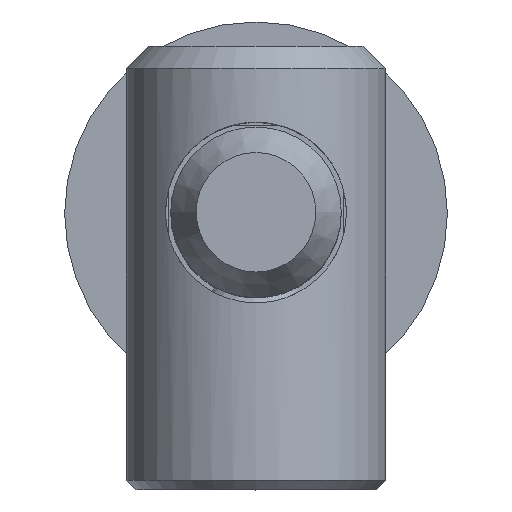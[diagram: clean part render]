
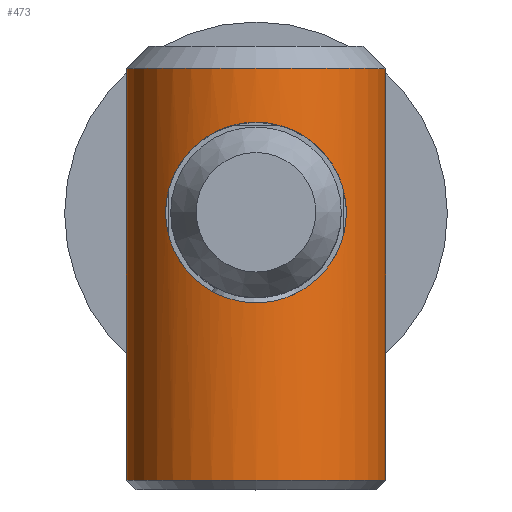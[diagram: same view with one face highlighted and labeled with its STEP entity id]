
A CAD part, top view. The second image highlights one B-rep face of the part: STEP entity #473.
In plain terms, the highlighted cylindrical face has radius 5.85 mm (diameter 11.7 mm), a full revolution.
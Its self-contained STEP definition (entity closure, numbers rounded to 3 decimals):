
#37=CYLINDRICAL_SURFACE($,#527,5.85);
#64=FACE_BOUND($,#218,.T.);
#65=FACE_BOUND($,#219,.T.);
#66=FACE_BOUND($,#220,.T.);
#67=FACE_BOUND($,#221,.T.);
#131=CIRCLE($,#523,5.85);
#133=CIRCLE($,#526,5.85);
#218=EDGE_LOOP($,(#396));
#219=EDGE_LOOP($,(#397));
#220=EDGE_LOOP($,(#398));
#221=EDGE_LOOP($,(#399));
#242=B_SPLINE_CURVE_WITH_KNOTS($,3,(#868,#869,#870,#871,#872,#873,#874,
#875,#876,#877,#878,#879,#880,#881,#882,#883,#884,#885,#886,#887,#888,#889,
#890,#891,#892,#893,#894,#895,#896,#897,#898,#899,#900,#901),
 .UNSPECIFIED.,.T.,.F.,(4,2,2,2,2,2,2,2,2,2,2,2,2,2,2,2,4),(0.,0.162,
0.324,0.483,0.643,0.802,
0.962,1.124,1.286,1.447,1.609,
1.769,1.928,2.088,2.248,2.409,
2.571),.UNSPECIFIED.);
#243=B_SPLINE_CURVE_WITH_KNOTS($,3,(#903,#904,#905,#906,#907,#908,#909,
#910,#911,#912,#913,#914,#915,#916,#917,#918,#919,#920,#921,#922,#923,#924,
#925,#926,#927,#928,#929,#930,#931,#932,#933,#934,#935,#936),
 .UNSPECIFIED.,.T.,.F.,(4,2,2,2,2,2,2,2,2,2,2,2,2,2,2,2,4),(0.,0.162,
0.324,0.483,0.643,0.802,
0.962,1.124,1.286,1.447,1.609,
1.769,1.928,2.088,2.248,2.409,
2.571),.UNSPECIFIED.);
#265=VERTEX_POINT($,#867);
#266=VERTEX_POINT($,#902);
#267=VERTEX_POINT($,#938);
#269=VERTEX_POINT($,#943);
#312=EDGE_CURVE($,#265,#265,#242,.T.);
#313=EDGE_CURVE($,#266,#266,#243,.T.);
#314=EDGE_CURVE($,#267,#267,#131,.T.);
#316=EDGE_CURVE($,#269,#269,#133,.T.);
#396=ORIENTED_EDGE($,*,*,#312,.T.);
#397=ORIENTED_EDGE($,*,*,#313,.T.);
#398=ORIENTED_EDGE($,*,*,#314,.T.);
#399=ORIENTED_EDGE($,*,*,#316,.F.);
#473=ADVANCED_FACE($,(#64,#65,#66,#67),#37,.T.);
#523=AXIS2_PLACEMENT_3D($,#939,#622,#623);
#526=AXIS2_PLACEMENT_3D($,#944,#628,#629);
#527=AXIS2_PLACEMENT_3D($,#945,#630,#631);
#622=DIRECTION('center_axis',(0.,0.,1.));
#623=DIRECTION('ref_axis',(-1.,0.,0.));
#628=DIRECTION('center_axis',(0.,0.,1.));
#629=DIRECTION('ref_axis',(-1.,0.,0.));
#630=DIRECTION('center_axis',(0.,0.,1.));
#631=DIRECTION('ref_axis',(-1.,0.,0.));
#867=CARTESIAN_POINT('',(20.053,-5.797,12.5));
#868=CARTESIAN_POINT('Ctrl Pts',(20.053,-5.797,12.5));
#869=CARTESIAN_POINT('Ctrl Pts',(20.053,-5.797,11.961));
#870=CARTESIAN_POINT('Ctrl Pts',(20.167,-5.909,11.41));
#871=CARTESIAN_POINT('Ctrl Pts',(20.518,-6.329,10.417));
#872=CARTESIAN_POINT('Ctrl Pts',(20.747,-6.637,9.973));
#873=CARTESIAN_POINT('Ctrl Pts',(21.145,-7.34,9.269));
#874=CARTESIAN_POINT('Ctrl Pts',(21.346,-7.786,8.958));
#875=CARTESIAN_POINT('Ctrl Pts',(21.627,-8.786,8.535));
#876=CARTESIAN_POINT('Ctrl Pts',(21.706,-9.341,8.425));
#877=CARTESIAN_POINT('Ctrl Pts',(21.706,-10.404,8.425));
#878=CARTESIAN_POINT('Ctrl Pts',(21.627,-10.959,8.535));
#879=CARTESIAN_POINT('Ctrl Pts',(21.346,-11.959,8.958));
#880=CARTESIAN_POINT('Ctrl Pts',(21.145,-12.405,9.269));
#881=CARTESIAN_POINT('Ctrl Pts',(20.747,-13.108,9.973));
#882=CARTESIAN_POINT('Ctrl Pts',(20.518,-13.416,10.417));
#883=CARTESIAN_POINT('Ctrl Pts',(20.167,-13.836,11.41));
#884=CARTESIAN_POINT('Ctrl Pts',(20.053,-13.947,11.961));
#885=CARTESIAN_POINT('Ctrl Pts',(20.053,-13.947,13.039));
#886=CARTESIAN_POINT('Ctrl Pts',(20.167,-13.836,13.59));
#887=CARTESIAN_POINT('Ctrl Pts',(20.518,-13.416,14.583));
#888=CARTESIAN_POINT('Ctrl Pts',(20.747,-13.108,15.027));
#889=CARTESIAN_POINT('Ctrl Pts',(21.145,-12.405,15.731));
#890=CARTESIAN_POINT('Ctrl Pts',(21.346,-11.959,16.042));
#891=CARTESIAN_POINT('Ctrl Pts',(21.627,-10.959,16.465));
#892=CARTESIAN_POINT('Ctrl Pts',(21.706,-10.404,16.575));
#893=CARTESIAN_POINT('Ctrl Pts',(21.706,-9.341,16.575));
#894=CARTESIAN_POINT('Ctrl Pts',(21.627,-8.786,16.465));
#895=CARTESIAN_POINT('Ctrl Pts',(21.346,-7.786,16.042));
#896=CARTESIAN_POINT('Ctrl Pts',(21.145,-7.34,15.731));
#897=CARTESIAN_POINT('Ctrl Pts',(20.747,-6.637,15.027));
#898=CARTESIAN_POINT('Ctrl Pts',(20.518,-6.329,14.583));
#899=CARTESIAN_POINT('Ctrl Pts',(20.167,-5.909,13.59));
#900=CARTESIAN_POINT('Ctrl Pts',(20.053,-5.797,13.039));
#901=CARTESIAN_POINT('Ctrl Pts',(20.053,-5.797,12.5));
#902=CARTESIAN_POINT('',(11.659,-5.797,12.5));
#903=CARTESIAN_POINT('Ctrl Pts',(11.659,-5.797,12.5));
#904=CARTESIAN_POINT('Ctrl Pts',(11.659,-5.797,13.039));
#905=CARTESIAN_POINT('Ctrl Pts',(11.544,-5.909,13.59));
#906=CARTESIAN_POINT('Ctrl Pts',(11.193,-6.329,14.583));
#907=CARTESIAN_POINT('Ctrl Pts',(10.965,-6.637,15.027));
#908=CARTESIAN_POINT('Ctrl Pts',(10.567,-7.34,15.731));
#909=CARTESIAN_POINT('Ctrl Pts',(10.366,-7.786,16.042));
#910=CARTESIAN_POINT('Ctrl Pts',(10.084,-8.786,16.465));
#911=CARTESIAN_POINT('Ctrl Pts',(10.006,-9.341,16.575));
#912=CARTESIAN_POINT('Ctrl Pts',(10.006,-10.404,16.575));
#913=CARTESIAN_POINT('Ctrl Pts',(10.084,-10.959,16.465));
#914=CARTESIAN_POINT('Ctrl Pts',(10.366,-11.959,16.042));
#915=CARTESIAN_POINT('Ctrl Pts',(10.567,-12.405,15.731));
#916=CARTESIAN_POINT('Ctrl Pts',(10.965,-13.108,15.027));
#917=CARTESIAN_POINT('Ctrl Pts',(11.193,-13.416,14.583));
#918=CARTESIAN_POINT('Ctrl Pts',(11.544,-13.836,13.59));
#919=CARTESIAN_POINT('Ctrl Pts',(11.659,-13.947,13.039));
#920=CARTESIAN_POINT('Ctrl Pts',(11.659,-13.947,11.961));
#921=CARTESIAN_POINT('Ctrl Pts',(11.544,-13.836,11.41));
#922=CARTESIAN_POINT('Ctrl Pts',(11.193,-13.416,10.417));
#923=CARTESIAN_POINT('Ctrl Pts',(10.965,-13.108,9.973));
#924=CARTESIAN_POINT('Ctrl Pts',(10.567,-12.405,9.269));
#925=CARTESIAN_POINT('Ctrl Pts',(10.366,-11.959,8.958));
#926=CARTESIAN_POINT('Ctrl Pts',(10.084,-10.959,8.535));
#927=CARTESIAN_POINT('Ctrl Pts',(10.006,-10.404,8.425));
#928=CARTESIAN_POINT('Ctrl Pts',(10.006,-9.341,8.425));
#929=CARTESIAN_POINT('Ctrl Pts',(10.084,-8.786,8.535));
#930=CARTESIAN_POINT('Ctrl Pts',(10.366,-7.786,8.958));
#931=CARTESIAN_POINT('Ctrl Pts',(10.567,-7.34,9.269));
#932=CARTESIAN_POINT('Ctrl Pts',(10.965,-6.637,9.973));
#933=CARTESIAN_POINT('Ctrl Pts',(11.193,-6.329,10.417));
#934=CARTESIAN_POINT('Ctrl Pts',(11.544,-5.909,11.41));
#935=CARTESIAN_POINT('Ctrl Pts',(11.659,-5.797,11.961));
#936=CARTESIAN_POINT('Ctrl Pts',(11.659,-5.797,12.5));
#938=CARTESIAN_POINT('',(21.706,-9.872,0.424));
#939=CARTESIAN_POINT('Origin',(15.856,-9.872,0.424));
#943=CARTESIAN_POINT('',(21.706,-9.872,19.));
#944=CARTESIAN_POINT('Origin',(15.856,-9.872,19.));
#945=CARTESIAN_POINT('Origin',(15.856,-9.872,0.));
